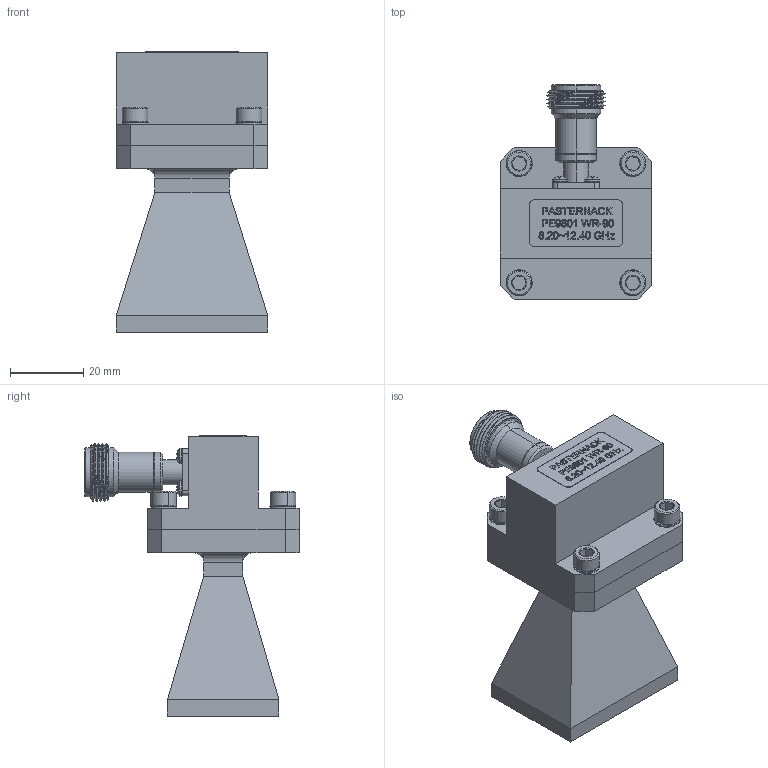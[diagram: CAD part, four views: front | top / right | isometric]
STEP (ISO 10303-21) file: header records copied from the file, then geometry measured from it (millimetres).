
FILE_DESCRIPTION (( 'STEP AP214' ), '1' );
FILE_NAME ('PE9856-NF-10.STEP', '2017-06-15T16:21:10', ( '' ), ( '' ), 'SwSTEP 2.0', 'SolidWorks 2014', '' );
FILE_SCHEMA (( 'AUTOMOTIVE_DESIGN' ));
Length unit declared in the file: inch
Products named in the file (4): PE9856-10; PE9856-NF-10; Copy of Hex Screw^PE9856-NF-10; PE9801
Assembly tree (6 placements, depth 2):
  PE9856-NF-10
    PE9856-10
    PE9801
    Copy of Hex Screw^PE9856-NF-10  x4
Bounding box: 41.4 x 58.42 x 76.33 mm (x, y, z)
Volume: 35241.9 mm3; surface area: 27096.5 mm2
Topology: 12 solids, 12 shells, 854 faces, 2535 edges, 1781 vertices
Faces by surface type: cylinder 443, plane 252, cone 108, bspline 47, torus 4
Entity records: 33680 total; most frequent: CARTESIAN_POINT 13744, ORIENTED_EDGE 3724, DIRECTION 2551, EDGE_CURVE 1862, VERTEX_POINT 1352, AXIS2_PLACEMENT_3D 887, VECTOR 777, LINE 777
